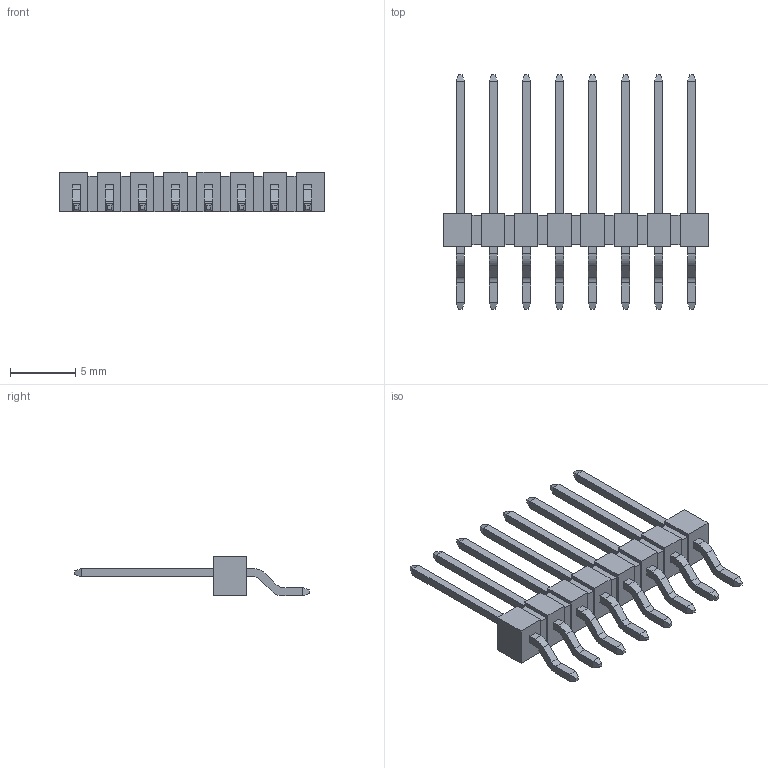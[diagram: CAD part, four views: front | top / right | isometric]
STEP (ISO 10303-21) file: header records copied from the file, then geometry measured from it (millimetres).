
FILE_DESCRIPTION(('FreeCAD Model'),'2;1');
FILE_NAME('Open CASCADE Shape Model','2025-02-20T21:05:38',(''),(''), 'Open CASCADE STEP processor 7.8','FreeCAD','Unknown');
FILE_SCHEMA(('AUTOMOTIVE_DESIGN { 1 0 10303 214 1 1 1 1 }'));
Length unit declared in the file: millimetre
Products named in the file (4): TSM-108-03-L-SH-TR; TSM-108-03-SH_body; T-1S6-09-L(-03-8-SH); T-1S6-09-L(-03-8-SH)2
Assembly tree (3 placements, depth 2):
  TSM-108-03-L-SH-TR
    TSM-108-03-SH_body
    T-1S6-09-L(-03-8-SH)
    T-1S6-09-L(-03-8-SH)2
Bounding box: 20.32 x 18.03 x 3.05 mm (x, y, z)
Volume: 202.1 mm3; surface area: 719.6 mm2
Topology: 3 solids, 3 shells, 290 faces, 788 edges, 504 vertices
Faces by surface type: plane 258, cylinder 32
Entity records: 9049 total; most frequent: CARTESIAN_POINT 1586, ORIENTED_EDGE 1576, DIRECTION 1440, EDGE_CURVE 788, LINE 724, VECTOR 724, VERTEX_POINT 504, AXIS2_PLACEMENT_3D 358
